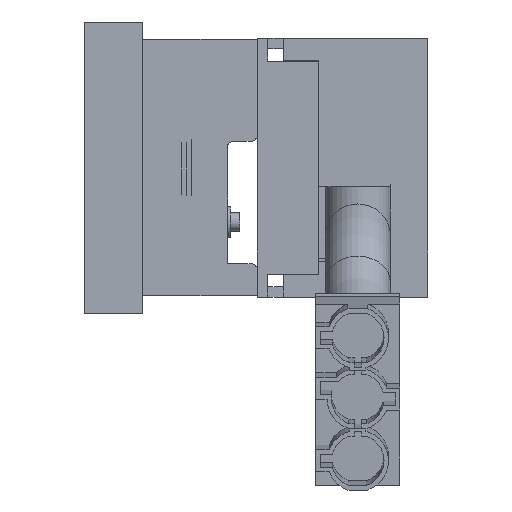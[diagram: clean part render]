
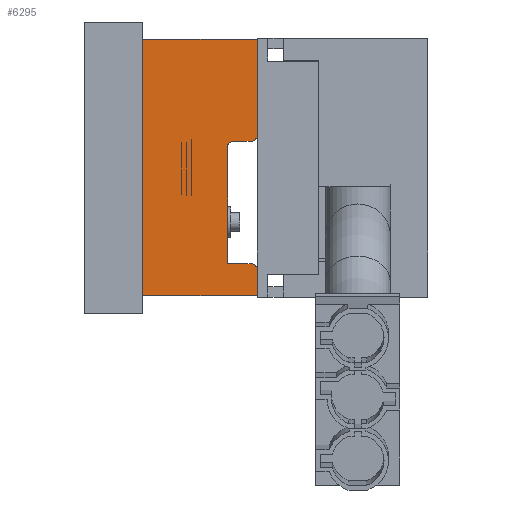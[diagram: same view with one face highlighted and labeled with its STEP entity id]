
A CAD part, left-side view. The second image highlights one B-rep face of the part: STEP entity #6295.
In plain terms, the highlighted face is planar.
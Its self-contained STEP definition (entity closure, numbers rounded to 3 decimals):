
#516 = VECTOR ( 'NONE', #5764, 1000. ) ;
#577 = DIRECTION ( 'NONE',  ( 0., -1., 0. ) ) ;
#699 = DIRECTION ( 'NONE',  ( 0., 0.009, -1. ) ) ;
#819 = LINE ( 'NONE', #2208, #2080 ) ;
#886 = VECTOR ( 'NONE', #4191, 1000. ) ;
#1081 = VERTEX_POINT ( 'NONE', #4026 ) ;
#1098 = CARTESIAN_POINT ( 'NONE',  ( 19.8, 19.8, 26.75 ) ) ;
#1114 = CARTESIAN_POINT ( 'NONE',  ( 19.8, -4.081, 25.759 ) ) ;
#1164 = DIRECTION ( 'NONE',  ( -1., 0., 0. ) ) ;
#1332 = CARTESIAN_POINT ( 'NONE',  ( 19.8, 14.831, 25.759 ) ) ;
#1370 = LINE ( 'NONE', #4150, #7262 ) ;
#1398 = ORIENTED_EDGE ( 'NONE', *, *, #5630, .F. ) ;
#1534 = DIRECTION ( 'NONE',  ( 0., 1., 0. ) ) ;
#1710 = VERTEX_POINT ( 'NONE', #4189 ) ;
#1803 = PLANE ( 'NONE',  #7412 ) ;
#1984 = CARTESIAN_POINT ( 'NONE',  ( 19.8, -3.257, 22.95 ) ) ;
#2071 = VECTOR ( 'NONE', #6830, 1000. ) ;
#2080 = VECTOR ( 'NONE', #4884, 1000. ) ;
#2083 = EDGE_CURVE ( 'NONE', #6111, #6282, #2100, .T. ) ;
#2100 = LINE ( 'NONE', #4777, #6766 ) ;
#2208 = CARTESIAN_POINT ( 'NONE',  ( 19.8, 14.8, 22.15 ) ) ;
#2459 = CARTESIAN_POINT ( 'NONE',  ( 19.8, 19.8, 9. ) ) ;
#2776 = EDGE_CURVE ( 'NONE', #6759, #3894, #6970, .T. ) ;
#2795 = CARTESIAN_POINT ( 'NONE',  ( 19.8, 19.8, 26.75 ) ) ;
#2913 = CARTESIAN_POINT ( 'NONE',  ( 19.8, -19.8, 26.75 ) ) ;
#3455 = DIRECTION ( 'NONE',  ( 0., -1., 0. ) ) ;
#3473 = ORIENTED_EDGE ( 'NONE', *, *, #4612, .T. ) ;
#3820 = EDGE_CURVE ( 'NONE', #6796, #1081, #4577, .T. ) ;
#3894 = VERTEX_POINT ( 'NONE', #1332 ) ;
#4026 = CARTESIAN_POINT ( 'NONE',  ( 19.8, -5.081, 26.75 ) ) ;
#4103 = DIRECTION ( 'NONE',  ( 0., 1., 0. ) ) ;
#4150 = CARTESIAN_POINT ( 'NONE',  ( 19.8, -4.05, 22.15 ) ) ;
#4154 = AXIS2_PLACEMENT_3D ( 'NONE', #4771, #6750, #3455 ) ;
#4187 = EDGE_CURVE ( 'NONE', #6013, #6111, #6780, .T. ) ;
#4189 = CARTESIAN_POINT ( 'NONE',  ( 19.8, -4.057, 22.943 ) ) ;
#4191 = DIRECTION ( 'NONE',  ( 0., 0.009, 1. ) ) ;
#4441 = EDGE_LOOP ( 'NONE', ( #7522, #8743, #7210, #4591, #4927, #1398, #7805, #3473, #6570, #6193, #6135 ) ) ;
#4544 = EDGE_CURVE ( 'NONE', #6796, #1710, #1370, .T. ) ;
#4577 = CIRCLE ( 'NONE', #4154, 1. ) ;
#4591 = ORIENTED_EDGE ( 'NONE', *, *, #4187, .T. ) ;
#4612 = EDGE_CURVE ( 'NONE', #4889, #3894, #8382, .T. ) ;
#4642 = CARTESIAN_POINT ( 'NONE',  ( 19.8, 15.831, 25.75 ) ) ;
#4646 = DIRECTION ( 'NONE',  ( 0., 1., 0. ) ) ;
#4747 = DIRECTION ( 'NONE',  ( -1., 0., 0. ) ) ;
#4748 = EDGE_CURVE ( 'NONE', #5936, #1710, #5838, .T. ) ;
#4771 = CARTESIAN_POINT ( 'NONE',  ( 19.8, -5.081, 25.75 ) ) ;
#4777 = CARTESIAN_POINT ( 'NONE',  ( 19.8, -19.8, 9. ) ) ;
#4884 = DIRECTION ( 'NONE',  ( 0., 1., 0. ) ) ;
#4889 = VERTEX_POINT ( 'NONE', #5970 ) ;
#4896 = CARTESIAN_POINT ( 'NONE',  ( 19.8, 14.8, 22.15 ) ) ;
#4927 = ORIENTED_EDGE ( 'NONE', *, *, #2083, .T. ) ;
#5045 = DIRECTION ( 'NONE',  ( 0., -1., 0. ) ) ;
#5295 = CARTESIAN_POINT ( 'NONE',  ( 19.8, -19.8, 26.75 ) ) ;
#5373 = DIRECTION ( 'NONE',  ( 1., 0., 0. ) ) ;
#5393 = VECTOR ( 'NONE', #4646, 1000. ) ;
#5630 = EDGE_CURVE ( 'NONE', #5733, #6282, #6581, .T. ) ;
#5660 = FACE_OUTER_BOUND ( 'NONE', #4441, .T. ) ;
#5733 = VERTEX_POINT ( 'NONE', #2795 ) ;
#5764 = DIRECTION ( 'NONE',  ( 0., 0., -1. ) ) ;
#5838 = CIRCLE ( 'NONE', #6982, 0.8 ) ;
#5936 = VERTEX_POINT ( 'NONE', #8548 ) ;
#5970 = CARTESIAN_POINT ( 'NONE',  ( 19.8, 15.831, 26.75 ) ) ;
#6013 = VERTEX_POINT ( 'NONE', #8411 ) ;
#6111 = VERTEX_POINT ( 'NONE', #6115 ) ;
#6115 = CARTESIAN_POINT ( 'NONE',  ( 19.8, -19.8, 9. ) ) ;
#6135 = ORIENTED_EDGE ( 'NONE', *, *, #4748, .T. ) ;
#6193 = ORIENTED_EDGE ( 'NONE', *, *, #6199, .F. ) ;
#6199 = EDGE_CURVE ( 'NONE', #5936, #6759, #819, .T. ) ;
#6213 = EDGE_CURVE ( 'NONE', #4889, #5733, #7571, .T. ) ;
#6282 = VERTEX_POINT ( 'NONE', #2459 ) ;
#6295 = ADVANCED_FACE ( 'NONE', ( #5660 ), #1803, .F. ) ;
#6570 = ORIENTED_EDGE ( 'NONE', *, *, #2776, .F. ) ;
#6581 = LINE ( 'NONE', #1098, #516 ) ;
#6582 = VECTOR ( 'NONE', #1534, 1000. ) ;
#6750 = DIRECTION ( 'NONE',  ( 1., 0., 0. ) ) ;
#6759 = VERTEX_POINT ( 'NONE', #8350 ) ;
#6766 = VECTOR ( 'NONE', #4103, 1000. ) ;
#6780 = LINE ( 'NONE', #7403, #2071 ) ;
#6796 = VERTEX_POINT ( 'NONE', #1114 ) ;
#6830 = DIRECTION ( 'NONE',  ( 0., 0., -1. ) ) ;
#6970 = LINE ( 'NONE', #4896, #886 ) ;
#6982 = AXIS2_PLACEMENT_3D ( 'NONE', #1984, #4747, #577 ) ;
#7210 = ORIENTED_EDGE ( 'NONE', *, *, #7785, .F. ) ;
#7262 = VECTOR ( 'NONE', #699, 1000. ) ;
#7285 = LINE ( 'NONE', #5295, #5393 ) ;
#7327 = DIRECTION ( 'NONE',  ( 0., -1., 0. ) ) ;
#7403 = CARTESIAN_POINT ( 'NONE',  ( 19.8, -19.8, 26.75 ) ) ;
#7412 = AXIS2_PLACEMENT_3D ( 'NONE', #8401, #1164, #5045 ) ;
#7522 = ORIENTED_EDGE ( 'NONE', *, *, #4544, .F. ) ;
#7571 = LINE ( 'NONE', #2913, #6582 ) ;
#7785 = EDGE_CURVE ( 'NONE', #6013, #1081, #7285, .T. ) ;
#7805 = ORIENTED_EDGE ( 'NONE', *, *, #6213, .F. ) ;
#8350 = CARTESIAN_POINT ( 'NONE',  ( 19.8, 14.8, 22.15 ) ) ;
#8382 = CIRCLE ( 'NONE', #8529, 1. ) ;
#8401 = CARTESIAN_POINT ( 'NONE',  ( 19.8, -19.8, 26.75 ) ) ;
#8411 = CARTESIAN_POINT ( 'NONE',  ( 19.8, -19.8, 26.75 ) ) ;
#8529 = AXIS2_PLACEMENT_3D ( 'NONE', #4642, #5373, #7327 ) ;
#8548 = CARTESIAN_POINT ( 'NONE',  ( 19.8, -3.257, 22.15 ) ) ;
#8743 = ORIENTED_EDGE ( 'NONE', *, *, #3820, .T. ) ;
